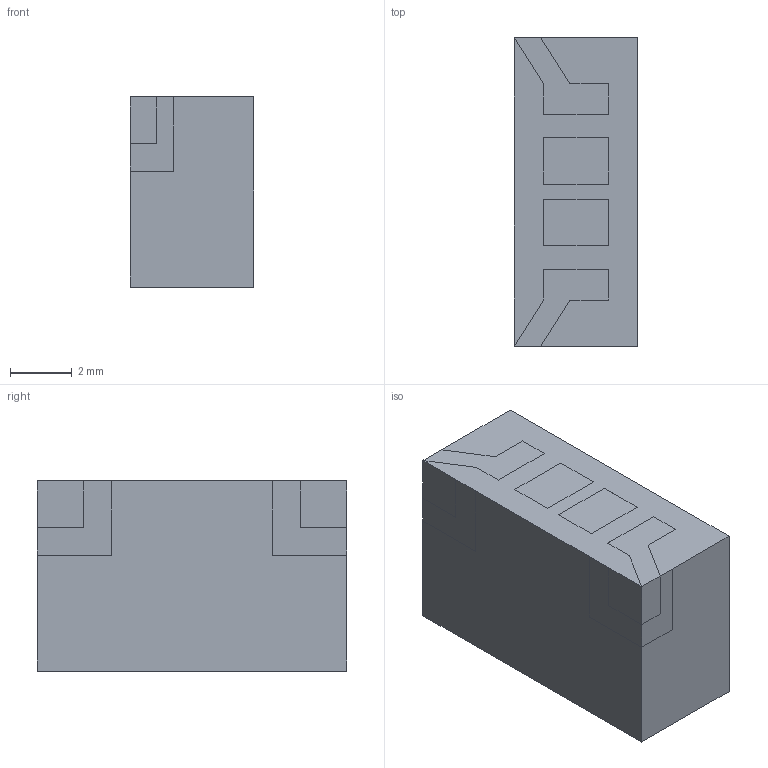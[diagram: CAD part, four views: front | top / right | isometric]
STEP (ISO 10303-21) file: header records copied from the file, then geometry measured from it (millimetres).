
FILE_DESCRIPTION(('STEP AP203'), '1');
FILE_NAME('ÍØÁÀ.434834.001-05_Ôèëüòð ÔÊÏ1-201-05-1,58-80', '', ('UNSPECIFIED'), ('UNSPECIFIED'), 'ASCON STEP Converter 1.6', 'ASCON Math Kernel', '');
FILE_SCHEMA(('CONFIG_CONTROL_DESIGN'));
Length unit declared in the file: millimetre
Products named in the file (1): НШБА.434834.001-05_Фильтр ФКП1-201-05-1,58-80
Bounding box: 4 x 10 x 6.15 mm (x, y, z)
Volume: 246 mm3; surface area: 252.2 mm2
Topology: 1 solids, 1 shells, 339 faces, 906 edges, 603 vertices
Faces by surface type: plane 227, bspline 106, cylinder 6
Entity records: 23541 total; most frequent: CARTESIAN_POINT 13213, ORIENTED_EDGE 1812, DIRECTION 1086, EDGE_CURVE 906, VERTEX_POINT 603, LINE 594, VECTOR 594, FACE_BOUND 373
